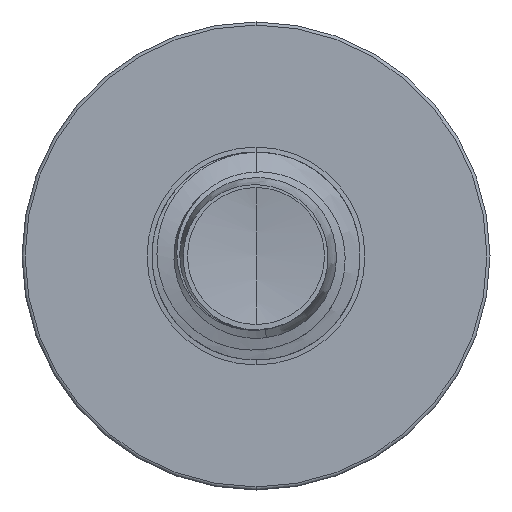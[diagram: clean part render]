
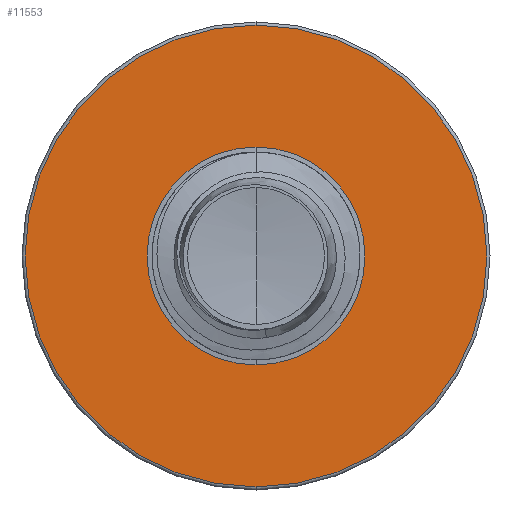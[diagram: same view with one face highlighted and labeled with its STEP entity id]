
A CAD part, front view. The second image highlights one B-rep face of the part: STEP entity #11553.
In plain terms, the highlighted planar face has unit normal (0, -1, 0).
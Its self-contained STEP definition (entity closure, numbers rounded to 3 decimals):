
#1051 = ORIENTED_EDGE ( 'NONE', *, *, #21505, .F. ) ;
#1063 = DIRECTION ( 'NONE',  ( 0., 1., 0. ) ) ;
#2682 = CARTESIAN_POINT ( 'NONE',  ( 0., 20., -4.192 ) ) ;
#2854 = DIRECTION ( 'NONE',  ( 0., 1., 0. ) ) ;
#4698 = EDGE_CURVE ( 'NONE', #9418, #15230, #14914, .T. ) ;
#5798 = FACE_OUTER_BOUND ( 'NONE', #7898, .T. ) ;
#7586 = CARTESIAN_POINT ( 'NONE',  ( 0., 20., 0. ) ) ;
#7730 = EDGE_LOOP ( 'NONE', ( #24082, #22539 ) ) ;
#7898 = EDGE_LOOP ( 'NONE', ( #17026, #1051 ) ) ;
#8218 = AXIS2_PLACEMENT_3D ( 'NONE', #19819, #21545, #11701 ) ;
#9418 = VERTEX_POINT ( 'NONE', #12893 ) ;
#9565 = DIRECTION ( 'NONE',  ( 0., 0., 1. ) ) ;
#10083 = DIRECTION ( 'NONE',  ( 0., 1., 0. ) ) ;
#10613 = VERTEX_POINT ( 'NONE', #13975 ) ;
#11474 = AXIS2_PLACEMENT_3D ( 'NONE', #20082, #10083, #21851 ) ;
#11553 = ADVANCED_FACE ( 'NONE', ( #5798, #23610 ), #16601, .F. ) ;
#11701 = DIRECTION ( 'NONE',  ( 0., 0., 1. ) ) ;
#11812 = VERTEX_POINT ( 'NONE', #15281 ) ;
#12519 = AXIS2_PLACEMENT_3D ( 'NONE', #13515, #1063, #15211 ) ;
#12731 = EDGE_CURVE ( 'NONE', #15230, #9418, #13038, .T. ) ;
#12893 = CARTESIAN_POINT ( 'NONE',  ( 0., 20., 4.192 ) ) ;
#13038 = CIRCLE ( 'NONE', #13185, 4.192 ) ;
#13185 = AXIS2_PLACEMENT_3D ( 'NONE', #7586, #19657, #9565 ) ;
#13515 = CARTESIAN_POINT ( 'NONE',  ( 0., 20., 0. ) ) ;
#13975 = CARTESIAN_POINT ( 'NONE',  ( 0., 20., -8.88 ) ) ;
#14735 = CARTESIAN_POINT ( 'NONE',  ( 0., 20., 0. ) ) ;
#14914 = CIRCLE ( 'NONE', #11474, 4.192 ) ;
#15211 = DIRECTION ( 'NONE',  ( 0., 0., 1. ) ) ;
#15230 = VERTEX_POINT ( 'NONE', #2682 ) ;
#15281 = CARTESIAN_POINT ( 'NONE',  ( 0., 20., 8.88 ) ) ;
#16352 = DIRECTION ( 'NONE',  ( 0., 0., 1. ) ) ;
#16601 = PLANE ( 'NONE',  #8218 ) ;
#17026 = ORIENTED_EDGE ( 'NONE', *, *, #22787, .F. ) ;
#18596 = CIRCLE ( 'NONE', #23870, 8.88 ) ;
#19657 = DIRECTION ( 'NONE',  ( 0., 1., 0. ) ) ;
#19819 = CARTESIAN_POINT ( 'NONE',  ( 0., 20., -4.192 ) ) ;
#20082 = CARTESIAN_POINT ( 'NONE',  ( 0., 20., 0. ) ) ;
#20627 = CIRCLE ( 'NONE', #12519, 8.88 ) ;
#21505 = EDGE_CURVE ( 'NONE', #10613, #11812, #20627, .T. ) ;
#21545 = DIRECTION ( 'NONE',  ( 0., 1., 0. ) ) ;
#21851 = DIRECTION ( 'NONE',  ( 0., 0., 1. ) ) ;
#22539 = ORIENTED_EDGE ( 'NONE', *, *, #12731, .T. ) ;
#22787 = EDGE_CURVE ( 'NONE', #11812, #10613, #18596, .T. ) ;
#23610 = FACE_BOUND ( 'NONE', #7730, .T. ) ;
#23870 = AXIS2_PLACEMENT_3D ( 'NONE', #14735, #2854, #16352 ) ;
#24082 = ORIENTED_EDGE ( 'NONE', *, *, #4698, .T. ) ;
